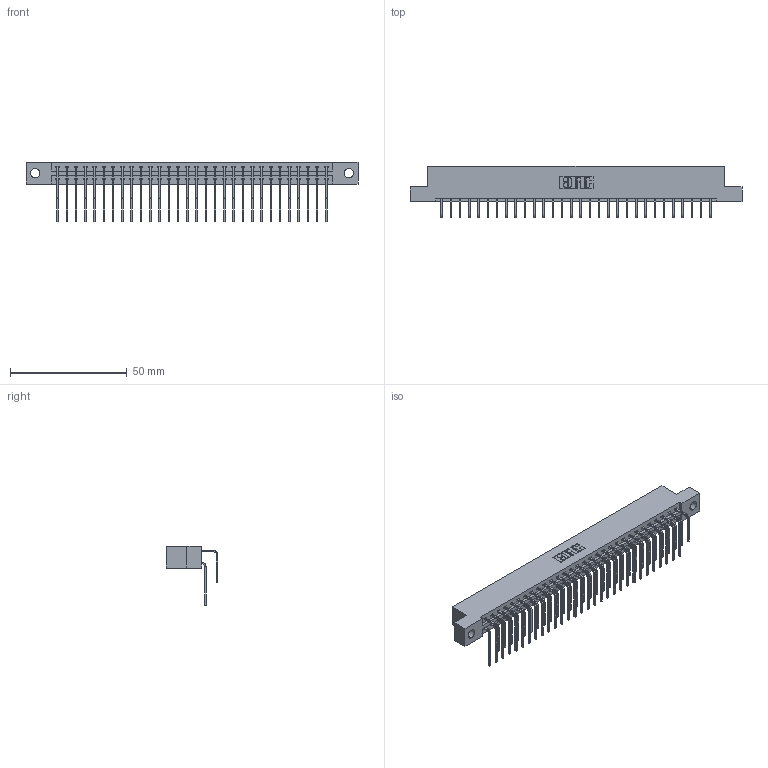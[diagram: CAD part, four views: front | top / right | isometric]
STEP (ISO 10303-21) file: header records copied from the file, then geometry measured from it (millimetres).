
FILE_DESCRIPTION (( 'STEP AP203' ), '1' );
FILE_NAME ('337-060-558-204.STEP', '2019-10-09T20:48:19', ( '' ), ( '' ), 'SwSTEP 2.0', 'SolidWorks 2016', '' );
FILE_SCHEMA (( 'CONFIG_CONTROL_DESIGN' ));
Length unit declared in the file: inch
Products named in the file (4): 345-292-001_558 559 Tail - 1; 337 Part_Flush Mounting Lugs - 0.156 Dia-TH; 337-060-558-204; 345-292-001_558 Tail - 2
Assembly tree (61 placements, depth 2):
  337-060-558-204
    337 Part_Flush Mounting Lugs - 0.156 Dia-TH
    345-292-001_558 559 Tail - 1  x30
    345-292-001_558 Tail - 2  x30
Bounding box: 141.88 x 22.17 x 25.53 mm (x, y, z)
Volume: 15051.4 mm3; surface area: 18434.5 mm2
Topology: 61 solids, 61 shells, 3474 faces, 10331 edges, 6806 vertices
Faces by surface type: plane 2470, cylinder 1004
Entity records: 26599 total; most frequent: CARTESIAN_POINT 4537, ORIENTED_EDGE 4422, DIRECTION 3863, EDGE_CURVE 2211, VECTOR 2043, LINE 2043, VERTEX_POINT 1470, AXIS2_PLACEMENT_3D 910
